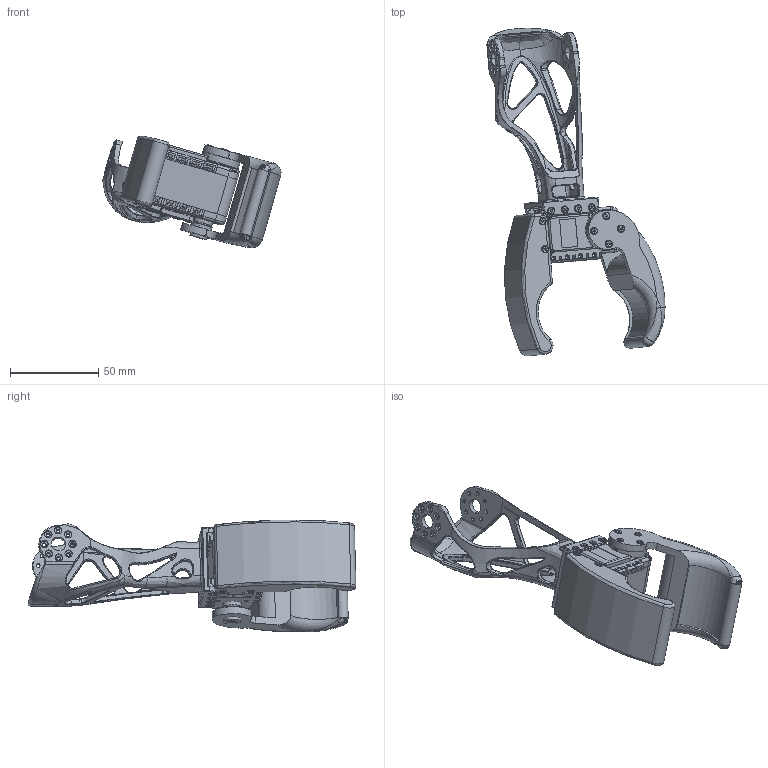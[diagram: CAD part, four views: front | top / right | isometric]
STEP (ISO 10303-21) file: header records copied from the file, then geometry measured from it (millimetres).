
FILE_DESCRIPTION(('CATIA V6 STEP','CAx-IF Rec.Pracs.--- Model Styling and Organization---1.2---2011-12-15'),'2;1');
FILE_NAME('Prehenseur_fifty_fifty.stp','2017-02-02T09:32:23+00:00',('none'),('none'),'CATIA V6R2013x.HF12','DASSAULT SYSTEMES CATIA V6 STEP AP214','none');
FILE_SCHEMA(('AUTOMOTIVE_DESIGN { 1 0 10303 214 1 1 1 1 }'));
Products named in the file (14): Assemblage préhenseur; BPF-BU; AX-12A; BHS_M2_6X8; dynamixel_AXseries; AX12_horn; Pousse; Main mobile; avant bras gauche; 1; BPF-WA; vis m3; B18.3.1M - 2 x 0.4 x 6 Hex SHCS -- 6NHX; B18.3.1M - 2 x 0.4 x 6 Hex SHCS -- 6NHX_1
Assembly tree (42 placements, depth 3):
  Assemblage préhenseur
    BPF-BU
    AX-12A
      BHS_M2_6X8
      dynamixel_AXseries
      AX12_horn
    Pousse
    Main mobile
    avant bras gauche
    1  x16
    BPF-WA
    vis m3
    B18.3.1M - 2 x 0.4 x 6 Hex SHCS -- 6NHX  x14
    B18.3.1M - 2 x 0.4 x 6 Hex SHCS -- 6NHX_1  x2
Bounding box: 101.1 x 186.07 x 63.55 mm (x, y, z)
Volume: 126028.1 mm3; surface area: 52947.4 mm2
Topology: 45 solids, 45 shells, 2859 faces, 7354 edges, 4575 vertices
Faces by surface type: plane 1196, cylinder 655, cone 502, bspline 403, torus 93, sphere 10
Entity records: 79458 total; most frequent: CARTESIAN_POINT 34054, ORIENTED_EDGE 10654, DIRECTION 6911, EDGE_CURVE 5327, VERTEX_POINT 3391, VECTOR 2654, LINE 2654, AXIS2_PLACEMENT_3D 2590
